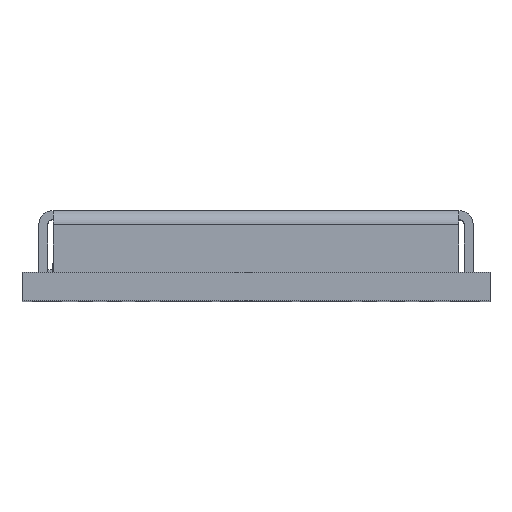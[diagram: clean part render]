
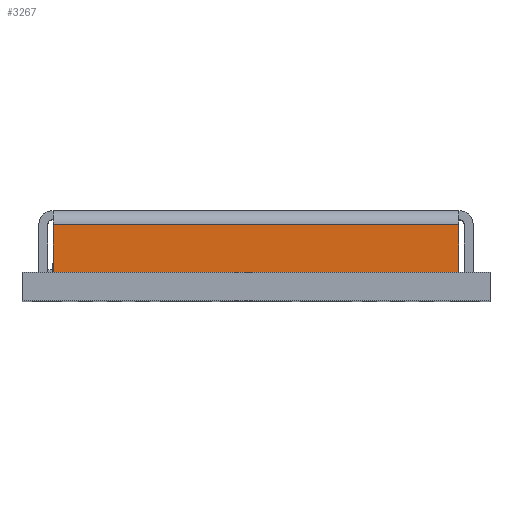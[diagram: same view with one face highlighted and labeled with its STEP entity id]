
A CAD part, top view. The second image highlights one B-rep face of the part: STEP entity #3267.
In plain terms, the highlighted planar face has unit normal (0, 0, 1).
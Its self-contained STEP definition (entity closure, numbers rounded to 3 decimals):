
#730 = AXIS2_PLACEMENT_3D ( 'NONE', #12628, #732, #14244 ) ;
#732 = DIRECTION ( 'NONE',  ( 0., 0., -1. ) ) ;
#874 = PLANE ( 'NONE',  #730 ) ;
#2160 = LINE ( 'NONE', #5860, #20278 ) ;
#2570 = CARTESIAN_POINT ( 'NONE',  ( -5.725, 0.8, 5.125 ) ) ;
#2608 = CARTESIAN_POINT ( 'NONE',  ( 5.725, 2.15, 5.125 ) ) ;
#3267 = ADVANCED_FACE ( 'NONE', ( #4365 ), #874, .F. ) ;
#4365 = FACE_OUTER_BOUND ( 'NONE', #21607, .T. ) ;
#5291 = VECTOR ( 'NONE', #13096, 1000. ) ;
#5750 = VERTEX_POINT ( 'NONE', #2570 ) ;
#5850 = ORIENTED_EDGE ( 'NONE', *, *, #16456, .F. ) ;
#5860 = CARTESIAN_POINT ( 'NONE',  ( -5.725, 21.073, 5.125 ) ) ;
#7021 = CARTESIAN_POINT ( 'NONE',  ( 5.725, 0.8, 5.125 ) ) ;
#7701 = DIRECTION ( 'NONE',  ( 1., 0., 0. ) ) ;
#7733 = EDGE_CURVE ( 'NONE', #9345, #19573, #19154, .T. ) ;
#7814 = ORIENTED_EDGE ( 'NONE', *, *, #19146, .T. ) ;
#9088 = CARTESIAN_POINT ( 'NONE',  ( -5.725, 2.15, 5.125 ) ) ;
#9104 = LINE ( 'NONE', #16571, #17438 ) ;
#9345 = VERTEX_POINT ( 'NONE', #2608 ) ;
#9411 = DIRECTION ( 'NONE',  ( 0., -1., 0. ) ) ;
#9544 = CARTESIAN_POINT ( 'NONE',  ( -6.125, 0.8, 5.125 ) ) ;
#9922 = VERTEX_POINT ( 'NONE', #7021 ) ;
#12628 = CARTESIAN_POINT ( 'NONE',  ( -6.125, 21.073, 5.125 ) ) ;
#13096 = DIRECTION ( 'NONE',  ( -1., 0., 0. ) ) ;
#13524 = LINE ( 'NONE', #9544, #15110 ) ;
#14244 = DIRECTION ( 'NONE',  ( -1., 0., 0. ) ) ;
#15110 = VECTOR ( 'NONE', #7701, 1000. ) ;
#15195 = ORIENTED_EDGE ( 'NONE', *, *, #7733, .T. ) ;
#16252 = CARTESIAN_POINT ( 'NONE',  ( -5.725, 2.15, 5.125 ) ) ;
#16456 = EDGE_CURVE ( 'NONE', #9345, #9922, #9104, .T. ) ;
#16571 = CARTESIAN_POINT ( 'NONE',  ( 5.725, 21.073, 5.125 ) ) ;
#17438 = VECTOR ( 'NONE', #21669, 1000. ) ;
#19146 = EDGE_CURVE ( 'NONE', #5750, #9922, #13524, .T. ) ;
#19154 = LINE ( 'NONE', #16252, #5291 ) ;
#19573 = VERTEX_POINT ( 'NONE', #9088 ) ;
#19609 = ORIENTED_EDGE ( 'NONE', *, *, #20339, .T. ) ;
#20278 = VECTOR ( 'NONE', #9411, 1000. ) ;
#20339 = EDGE_CURVE ( 'NONE', #19573, #5750, #2160, .T. ) ;
#21607 = EDGE_LOOP ( 'NONE', ( #19609, #7814, #5850, #15195 ) ) ;
#21669 = DIRECTION ( 'NONE',  ( 0., -1., 0. ) ) ;
